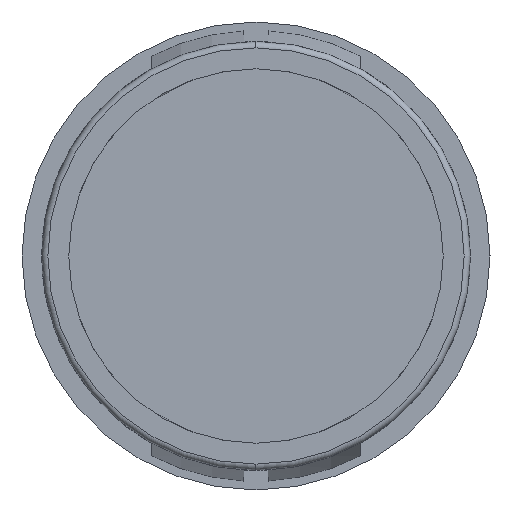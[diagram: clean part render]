
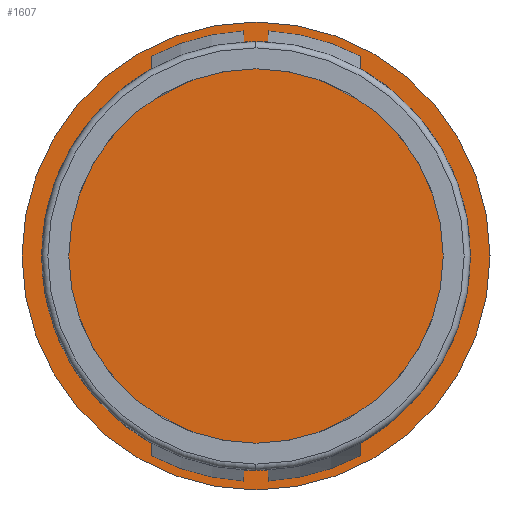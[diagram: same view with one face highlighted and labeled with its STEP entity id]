
A CAD part, front view. The second image highlights one B-rep face of the part: STEP entity #1607.
In plain terms, the highlighted planar face has unit normal (0, -1, 0).
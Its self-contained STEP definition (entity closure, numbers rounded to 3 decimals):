
#69 = CARTESIAN_POINT ( 'NONE',  ( 0., 0., 0. ) ) ;
#70 = DIRECTION ( 'NONE',  ( 0., -1., 0. ) ) ;
#71 = DIRECTION ( 'NONE',  ( 0., 0., -1. ) ) ;
#72 = CARTESIAN_POINT ( 'NONE',  ( 0., 0., -19. ) ) ;
#74 = CARTESIAN_POINT ( 'NONE',  ( -10.5, 0., -10.99 ) ) ;
#77 = CARTESIAN_POINT ( 'NONE',  ( 10.5, 0., 10.99 ) ) ;
#78 = CARTESIAN_POINT ( 'NONE',  ( -10.5, 0., 10.99 ) ) ;
#103 = CARTESIAN_POINT ( 'NONE',  ( 0., 0., 19. ) ) ;
#109 = CARTESIAN_POINT ( 'NONE',  ( 10.5, 0., -10.99 ) ) ;
#151 = CARTESIAN_POINT ( 'NONE',  ( 10.5, 0., 13.875 ) ) ;
#157 = CARTESIAN_POINT ( 'NONE',  ( 10.5, 0., -13.875 ) ) ;
#159 = CARTESIAN_POINT ( 'NONE',  ( -10.5, 0., 13.875 ) ) ;
#162 = CARTESIAN_POINT ( 'NONE',  ( -10.5, 0., -13.875 ) ) ;
#230 = VECTOR ( 'NONE', #1330, 1000. ) ;
#237 = AXIS2_PLACEMENT_3D ( 'NONE', #1299, #1301, #1288 ) ;
#249 = FACE_BOUND ( 'NONE', #1833, .T. ) ;
#275 = AXIS2_PLACEMENT_3D ( 'NONE', #1365, #1354, #1361 ) ;
#288 = FACE_BOUND ( 'NONE', #1835, .T. ) ;
#301 = FACE_OUTER_BOUND ( 'NONE', #1790, .T. ) ;
#413 = DIRECTION ( 'NONE',  ( 0., 0., 1. ) ) ;
#479 = ORIENTED_EDGE ( 'NONE', *, *, #1698, .T. ) ;
#486 = CARTESIAN_POINT ( 'NONE',  ( 0., 0., 0. ) ) ;
#492 = DIRECTION ( 'NONE',  ( 0., 1., 0. ) ) ;
#536 = ORIENTED_EDGE ( 'NONE', *, *, #1506, .F. ) ;
#615 = VECTOR ( 'NONE', #1137, 1000. ) ;
#646 = VECTOR ( 'NONE', #1081, 1000. ) ;
#650 = VECTOR ( 'NONE', #1069, 1000. ) ;
#652 = AXIS2_PLACEMENT_3D ( 'NONE', #1066, #1070, #1071 ) ;
#668 = ORIENTED_EDGE ( 'NONE', *, *, #1673, .F. ) ;
#677 = ORIENTED_EDGE ( 'NONE', *, *, #1717, .T. ) ;
#685 = ORIENTED_EDGE ( 'NONE', *, *, #1697, .F. ) ;
#686 = ORIENTED_EDGE ( 'NONE', *, *, #1701, .F. ) ;
#696 = ORIENTED_EDGE ( 'NONE', *, *, #1594, .T. ) ;
#697 = ORIENTED_EDGE ( 'NONE', *, *, #1738, .T. ) ;
#700 = ORIENTED_EDGE ( 'NONE', *, *, #1688, .T. ) ;
#701 = ORIENTED_EDGE ( 'NONE', *, *, #1599, .T. ) ;
#720 = AXIS2_PLACEMENT_3D ( 'NONE', #486, #492, #413 ) ;
#863 = AXIS2_PLACEMENT_3D ( 'NONE', #937, #941, #942 ) ;
#865 = AXIS2_PLACEMENT_3D ( 'NONE', #1031, #1032, #1033 ) ;
#937 = CARTESIAN_POINT ( 'NONE',  ( 0., 0., 0. ) ) ;
#941 = DIRECTION ( 'NONE',  ( 0., 1., 0. ) ) ;
#942 = DIRECTION ( 'NONE',  ( 0., 0., 1. ) ) ;
#1031 = CARTESIAN_POINT ( 'NONE',  ( 0., 0., 0. ) ) ;
#1032 = DIRECTION ( 'NONE',  ( 0., -1., 0. ) ) ;
#1033 = DIRECTION ( 'NONE',  ( 0., 0., -1. ) ) ;
#1066 = CARTESIAN_POINT ( 'NONE',  ( 0., 0., 0. ) ) ;
#1067 = LINE ( 'NONE', #1068, #650 ) ;
#1068 = CARTESIAN_POINT ( 'NONE',  ( -10.5, 0., -19. ) ) ;
#1069 = DIRECTION ( 'NONE',  ( 0., 0., 1. ) ) ;
#1070 = DIRECTION ( 'NONE',  ( 0., 1., 0. ) ) ;
#1071 = DIRECTION ( 'NONE',  ( 0., 0., -1. ) ) ;
#1079 = LINE ( 'NONE', #1080, #646 ) ;
#1080 = CARTESIAN_POINT ( 'NONE',  ( -10.5, 0., -19. ) ) ;
#1081 = DIRECTION ( 'NONE',  ( 0., 0., 1. ) ) ;
#1135 = LINE ( 'NONE', #1136, #615 ) ;
#1136 = CARTESIAN_POINT ( 'NONE',  ( 10.5, 0., -19. ) ) ;
#1137 = DIRECTION ( 'NONE',  ( 0., 0., 1. ) ) ;
#1288 = DIRECTION ( 'NONE',  ( 0., 0., -1. ) ) ;
#1299 = CARTESIAN_POINT ( 'NONE',  ( 0., 0., 0. ) ) ;
#1301 = DIRECTION ( 'NONE',  ( 0., 1., 0. ) ) ;
#1321 = CARTESIAN_POINT ( 'NONE',  ( 10.5, 0., -19. ) ) ;
#1330 = DIRECTION ( 'NONE',  ( 0., 0., 1. ) ) ;
#1332 = LINE ( 'NONE', #1321, #230 ) ;
#1354 = DIRECTION ( 'NONE',  ( 0., -1., 0. ) ) ;
#1361 = DIRECTION ( 'NONE',  ( 0., 0., -1. ) ) ;
#1365 = CARTESIAN_POINT ( 'NONE',  ( -18.3, 0., 0. ) ) ;
#1367 = PLANE ( 'NONE',  #275 ) ;
#1506 = EDGE_CURVE ( 'NONE', #1752, #1770, #1511, .T. ) ;
#1511 = CIRCLE ( 'NONE', #720, 19. ) ;
#1513 = CIRCLE ( 'NONE', #237, 17.4 ) ;
#1532 = CIRCLE ( 'NONE', #863, 19. ) ;
#1539 = CIRCLE ( 'NONE', #1923, 15.2 ) ;
#1545 = CIRCLE ( 'NONE', #652, 17.4 ) ;
#1578 = CIRCLE ( 'NONE', #865, 15.2 ) ;
#1594 = EDGE_CURVE ( 'NONE', #1939, #1936, #1513, .T. ) ;
#1599 = EDGE_CURVE ( 'NONE', #1934, #1780, #1332, .T. ) ;
#1607 = ADVANCED_FACE ( 'NONE', ( #249, #288, #301 ), #1367, .T. ) ;
#1673 = EDGE_CURVE ( 'NONE', #1770, #1752, #1532, .T. ) ;
#1688 = EDGE_CURVE ( 'NONE', #1744, #1740, #1578, .T. ) ;
#1697 = EDGE_CURVE ( 'NONE', #1744, #1936, #1067, .T. ) ;
#1698 = EDGE_CURVE ( 'NONE', #1928, #1934, #1545, .T. ) ;
#1701 = EDGE_CURVE ( 'NONE', #1939, #1740, #1079, .T. ) ;
#1717 = EDGE_CURVE ( 'NONE', #1743, #1928, #1135, .T. ) ;
#1738 = EDGE_CURVE ( 'NONE', #1780, #1743, #1539, .T. ) ;
#1740 = VERTEX_POINT ( 'NONE', #74 ) ;
#1743 = VERTEX_POINT ( 'NONE', #77 ) ;
#1744 = VERTEX_POINT ( 'NONE', #78 ) ;
#1752 = VERTEX_POINT ( 'NONE', #72 ) ;
#1770 = VERTEX_POINT ( 'NONE', #103 ) ;
#1780 = VERTEX_POINT ( 'NONE', #109 ) ;
#1790 = EDGE_LOOP ( 'NONE', ( #668, #536 ) ) ;
#1833 = EDGE_LOOP ( 'NONE', ( #686, #696, #685, #700 ) ) ;
#1835 = EDGE_LOOP ( 'NONE', ( #677, #479, #701, #697 ) ) ;
#1923 = AXIS2_PLACEMENT_3D ( 'NONE', #69, #70, #71 ) ;
#1928 = VERTEX_POINT ( 'NONE', #151 ) ;
#1934 = VERTEX_POINT ( 'NONE', #157 ) ;
#1936 = VERTEX_POINT ( 'NONE', #159 ) ;
#1939 = VERTEX_POINT ( 'NONE', #162 ) ;
